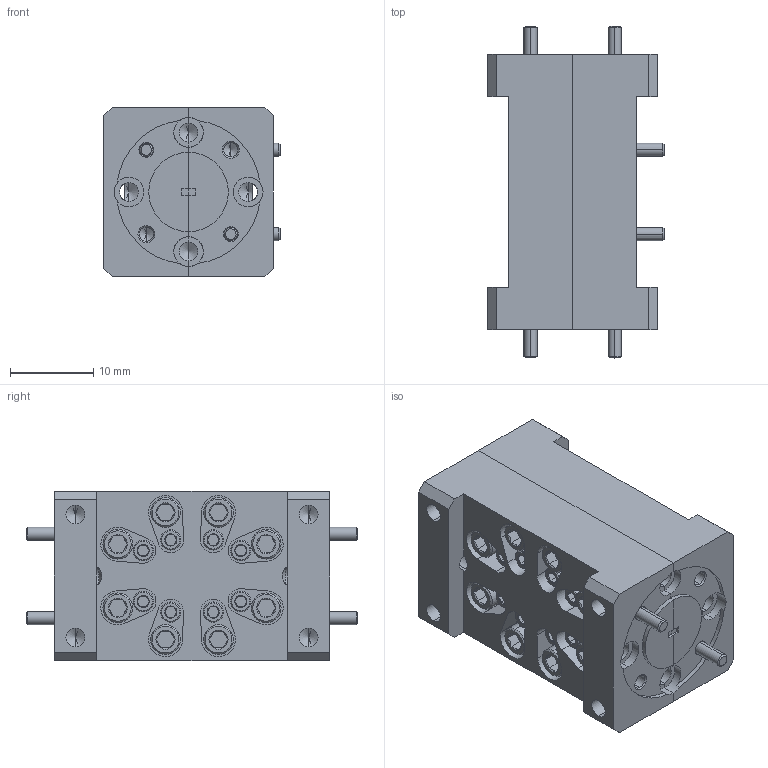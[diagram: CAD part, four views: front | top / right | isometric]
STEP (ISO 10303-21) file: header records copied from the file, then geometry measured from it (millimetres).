
FILE_DESCRIPTION (( 'STEP AP203' ), '1' );
FILE_NAME ('SAT-FD-06506-S1.STEP', '2019-06-27T22:31:23', ( '' ), ( '' ), 'SwSTEP 2.0', 'SolidWorks 2016', '' );
FILE_SCHEMA (( 'CONFIG_CONTROL_DESIGN' ));
Length unit declared in the file: inch
Products named in the file (1): SAT-FD-06506-S1
Bounding box: 21.15 x 39.75 x 20.32 mm (x, y, z)
Volume: 9959 mm3; surface area: 7516.3 mm2
Topology: 24 solids, 24 shells, 801 faces, 1810 edges, 1056 vertices
Faces by surface type: cone 288, plane 271, cylinder 242
Entity records: 22257 total; most frequent: CARTESIAN_POINT 4272, DIRECTION 3974, ORIENTED_EDGE 3492, EDGE_CURVE 1746, AXIS2_PLACEMENT_3D 1542, VERTEX_POINT 1056, EDGE_LOOP 904, VECTOR 890
